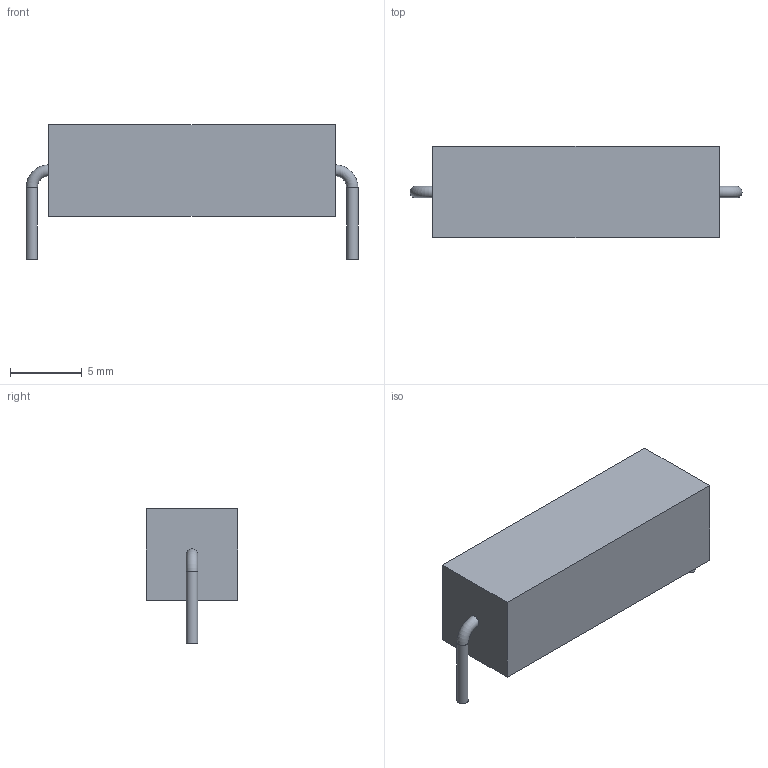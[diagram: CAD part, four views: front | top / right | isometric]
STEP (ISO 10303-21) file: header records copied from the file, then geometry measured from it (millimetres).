
FILE_DESCRIPTION(/* description */ ('model of R_Axial_Power_L20.0mm_W6.4mm_P22.40mm'),/* implementation_level */ '2;1');
FILE_NAME(/* name */ 'R_Axial_Power_L20.0mm_W6.4mm_P22.40mm.step',/* time_stamp */ '2017-11-28T09:37:52',/* author */ ('kicad StepUp','ksu'),/* organization */ ('FreeCAD'),/* preprocessor_version */ 'OCC',/* originating_system */ 'kicad StepUp',/* authorisation */ '');
FILE_SCHEMA(('AUTOMOTIVE_DESIGN_CC2 { 1 2 10303 214 -1 1 5 4 }'));
Length unit declared in the file: millimetre
Products named in the file (2): ASSEMBLY; R_Axial_Power_L200mm_W64mm_P2240mm
Assembly tree (1 placements, depth 2):
  ASSEMBLY
    R_Axial_Power_L200mm_W64mm_P2240mm
Bounding box: 23.2 x 6.4 x 9.4 mm (x, y, z)
Volume: 826.1 mm3; surface area: 628.5 mm2
Topology: 1 solids, 1 shells, 12 faces, 22 edges, 14 vertices
Faces by surface type: plane 8, torus 2, cylinder 2
Full cylindrical faces by diameter (mm): 0.8 x2
Entity records: 413 total; most frequent: DIRECTION 58, CARTESIAN_POINT 50, ORIENTED_EDGE 44, AXIS2_PLACEMENT_3D 22, EDGE_CURVE 22, FACE_BOUND 14, EDGE_LOOP 14, VERTEX_POINT 14
